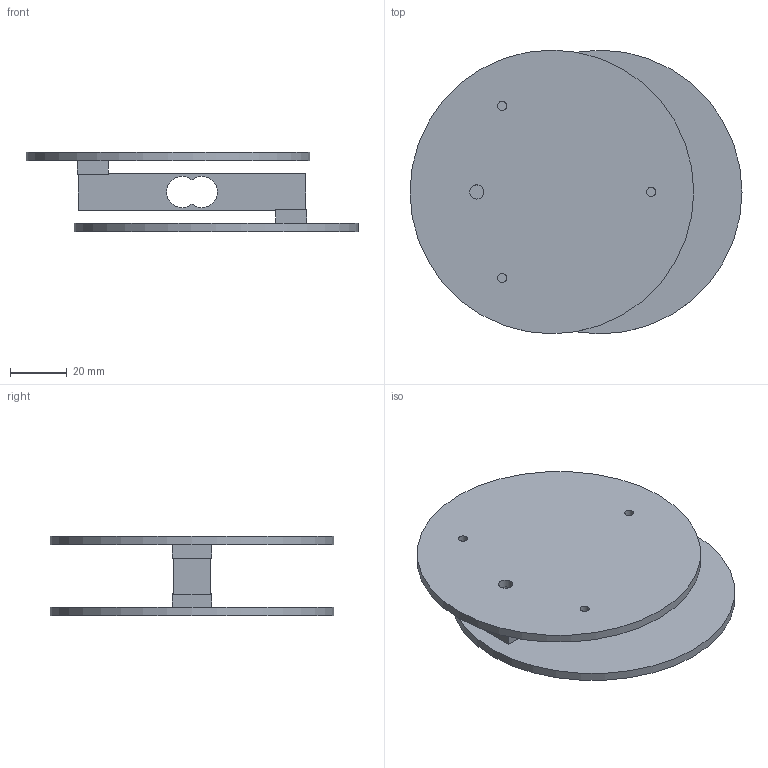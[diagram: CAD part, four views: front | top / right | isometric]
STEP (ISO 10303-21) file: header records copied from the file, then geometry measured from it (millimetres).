
FILE_DESCRIPTION(/* description */ (''),/* implementation_level */ '2;1');
FILE_NAME(/* name */ 'Sensor de peso v8.step',/* time_stamp */ '2024-11-08T10:09:11-03:00',/* author */ (''),/* organization */ (''),/* preprocessor_version */ 'ST-DEVELOPER v20',/* originating_system */ 'Autodesk Translation Framework v13.20.0.188',/* authorisation */ '');
FILE_SCHEMA (('AUTOMOTIVE_DESIGN { 1 0 10303 214 3 1 1 }'));
Length unit declared in the file: millimetre
Products named in the file (2): Sensor de peso; Componente1
Assembly tree (1 placements, depth 2):
  Sensor de peso
    Componente1
Bounding box: 117 x 100 x 28 mm (x, y, z)
Volume: 58496.5 mm3; surface area: 39524.2 mm2
Topology: 5 solids, 5 shells, 35 faces, 75 edges, 50 vertices
Faces by surface type: plane 22, cylinder 13
Full cylindrical faces by diameter (mm): 3.2 x3, 5 x6, 100 x2
Entity records: 1060 total; most frequent: DIRECTION 177, CARTESIAN_POINT 163, ORIENTED_EDGE 150, EDGE_CURVE 75, AXIS2_PLACEMENT_3D 64, EDGE_LOOP 55, VERTEX_POINT 50, LINE 49
